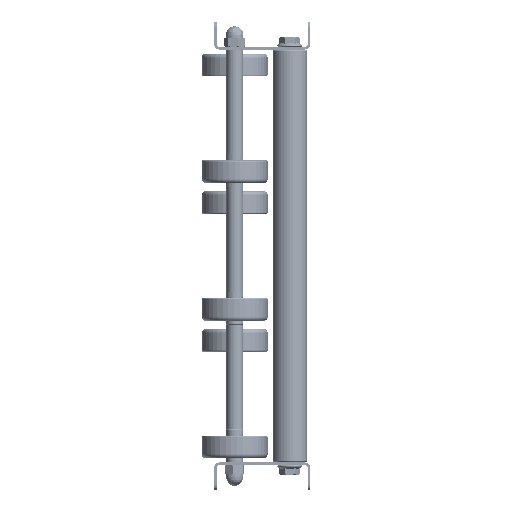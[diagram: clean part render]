
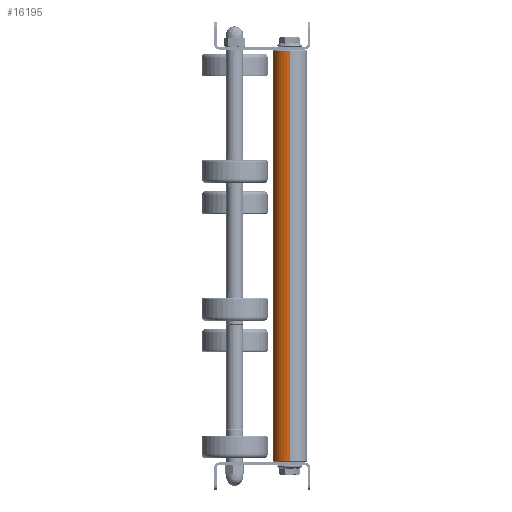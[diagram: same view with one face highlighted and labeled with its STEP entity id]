
A CAD part, left-side view. The second image highlights one B-rep face of the part: STEP entity #16195.
In plain terms, the highlighted cylindrical face has radius 12.5 mm (diameter 25 mm), a partial arc.
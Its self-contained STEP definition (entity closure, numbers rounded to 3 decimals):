
#1291 = CARTESIAN_POINT ( 'NONE',  ( 299., 0., 0. ) ) ;
#2733 = CIRCLE ( 'NONE', #18215, 12.5 ) ;
#3948 = ORIENTED_EDGE ( 'NONE', *, *, #4286, .T. ) ;
#4286 = EDGE_CURVE ( 'NONE', #14397, #21724, #29965, .T. ) ;
#4942 = DIRECTION ( 'NONE',  ( -1., 0., 0. ) ) ;
#7834 = ORIENTED_EDGE ( 'NONE', *, *, #24064, .T. ) ;
#7842 = LINE ( 'NONE', #17835, #18863 ) ;
#8423 = CARTESIAN_POINT ( 'NONE',  ( 299., 0., -12.5 ) ) ;
#10671 = CARTESIAN_POINT ( 'NONE',  ( 299., 0., 12.5 ) ) ;
#11672 = CYLINDRICAL_SURFACE ( 'NONE', #11814, 12.5 ) ;
#11814 = AXIS2_PLACEMENT_3D ( 'NONE', #21511, #21820, #31320 ) ;
#12154 = FACE_OUTER_BOUND ( 'NONE', #13707, .T. ) ;
#13707 = EDGE_LOOP ( 'NONE', ( #28812, #7834, #3948, #15174 ) ) ;
#13739 = DIRECTION ( 'NONE',  ( 0., 0., -1. ) ) ;
#14397 = VERTEX_POINT ( 'NONE', #27103 ) ;
#14841 = CARTESIAN_POINT ( 'NONE',  ( 1., 0., 0. ) ) ;
#15174 = ORIENTED_EDGE ( 'NONE', *, *, #26377, .F. ) ;
#16195 = ADVANCED_FACE ( 'NONE', ( #12154 ), #11672, .T. ) ;
#16385 = VERTEX_POINT ( 'NONE', #8423 ) ;
#16614 = LINE ( 'NONE', #31113, #25191 ) ;
#17835 = CARTESIAN_POINT ( 'NONE',  ( 300., 0., -12.5 ) ) ;
#18215 = AXIS2_PLACEMENT_3D ( 'NONE', #1291, #20673, #13739 ) ;
#18863 = VECTOR ( 'NONE', #4942, 1000. ) ;
#20673 = DIRECTION ( 'NONE',  ( -1., 0., 0. ) ) ;
#20718 = AXIS2_PLACEMENT_3D ( 'NONE', #14841, #26924, #26620 ) ;
#21511 = CARTESIAN_POINT ( 'NONE',  ( 300., 0., 0. ) ) ;
#21724 = VERTEX_POINT ( 'NONE', #26759 ) ;
#21820 = DIRECTION ( 'NONE',  ( -1., 0., 0. ) ) ;
#24064 = EDGE_CURVE ( 'NONE', #16385, #14397, #7842, .T. ) ;
#25191 = VECTOR ( 'NONE', #26451, 1000. ) ;
#26377 = EDGE_CURVE ( 'NONE', #28494, #21724, #16614, .T. ) ;
#26451 = DIRECTION ( 'NONE',  ( -1., 0., 0. ) ) ;
#26620 = DIRECTION ( 'NONE',  ( 0., 0., -1. ) ) ;
#26759 = CARTESIAN_POINT ( 'NONE',  ( 1., 0., 12.5 ) ) ;
#26924 = DIRECTION ( 'NONE',  ( 1., 0., 0. ) ) ;
#27103 = CARTESIAN_POINT ( 'NONE',  ( 1., 0., -12.5 ) ) ;
#28494 = VERTEX_POINT ( 'NONE', #10671 ) ;
#28812 = ORIENTED_EDGE ( 'NONE', *, *, #29571, .T. ) ;
#29571 = EDGE_CURVE ( 'NONE', #28494, #16385, #2733, .T. ) ;
#29965 = CIRCLE ( 'NONE', #20718, 12.5 ) ;
#31113 = CARTESIAN_POINT ( 'NONE',  ( 300., 0., 12.5 ) ) ;
#31320 = DIRECTION ( 'NONE',  ( 0., 0., 1. ) ) ;
